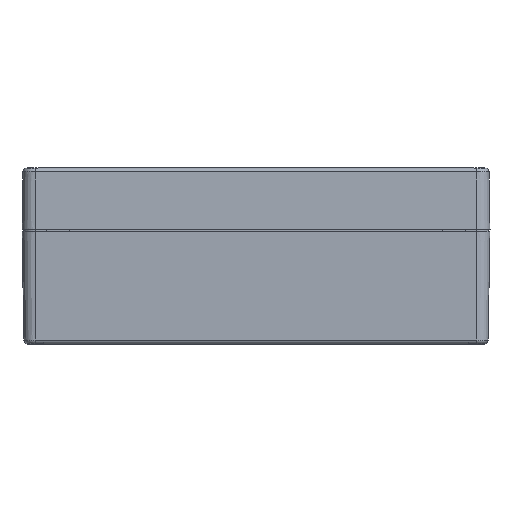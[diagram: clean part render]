
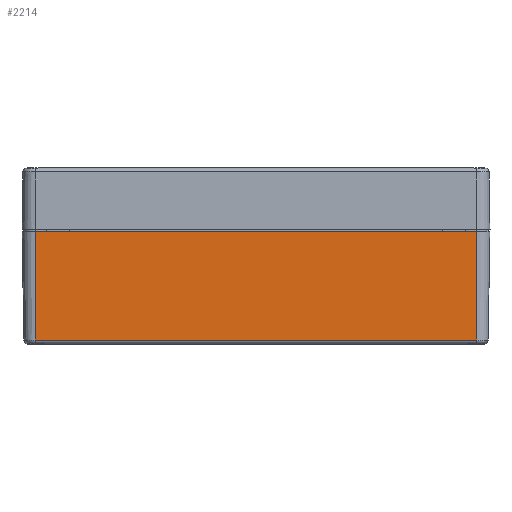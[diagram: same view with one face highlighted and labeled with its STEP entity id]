
A CAD part, front view. The second image highlights one B-rep face of the part: STEP entity #2214.
In plain terms, the highlighted planar face has unit normal (0, -1, -0.018).
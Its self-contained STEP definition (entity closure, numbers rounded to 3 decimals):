
#1771 = VERTEX_POINT ( 'NONE', #12260 ) ;
#1774 = EDGE_CURVE ( 'NONE', #1775, #1771, #12258, .T. ) ;
#1775 = VERTEX_POINT ( 'NONE', #12254 ) ;
#1848 = VERTEX_POINT ( 'NONE', #12382 ) ;
#1850 = EDGE_CURVE ( 'NONE', #1926, #1848, #12381, .T. ) ;
#1920 = EDGE_CURVE ( 'NONE', #1771, #1926, #12512, .T. ) ;
#1926 = VERTEX_POINT ( 'NONE', #12502 ) ;
#2191 = ORIENTED_EDGE ( 'NONE', *, *, #1850, .T. ) ;
#2192 = ORIENTED_EDGE ( 'NONE', *, *, #2193, .F. ) ;
#2193 = EDGE_CURVE ( 'NONE', #1775, #1848, #12949, .T. ) ;
#2194 = ORIENTED_EDGE ( 'NONE', *, *, #1774, .T. ) ;
#2214 = ADVANCED_FACE ( 'NONE', ( #12981 ), #12978, .T. ) ;
#2215 = EDGE_LOOP ( 'NONE', ( #2216, #2191, #2192, #2194 ) ) ;
#2216 = ORIENTED_EDGE ( 'NONE', *, *, #1920, .T. ) ;
#12254 = CARTESIAN_POINT ( 'NONE',  ( 1212.723, -116.856, -108.535 ) ) ;
#12255 = DIRECTION ( 'NONE',  ( 0., -0.017, 1. ) ) ;
#12256 = VECTOR ( 'NONE', #12255, 1000. ) ;
#12257 = CARTESIAN_POINT ( 'NONE',  ( 1212.723, -117.791, -55. ) ) ;
#12258 = LINE ( 'NONE', #12257, #12256 ) ;
#12260 = CARTESIAN_POINT ( 'NONE',  ( 1212.723, -117.791, -55. ) ) ;
#12378 = DIRECTION ( 'NONE',  ( 0., 0.017, -1. ) ) ;
#12379 = VECTOR ( 'NONE', #12378, 1000. ) ;
#12380 = CARTESIAN_POINT ( 'NONE',  ( 995.723, -117.791, -55. ) ) ;
#12381 = LINE ( 'NONE', #12380, #12379 ) ;
#12382 = CARTESIAN_POINT ( 'NONE',  ( 995.723, -116.856, -108.535 ) ) ;
#12502 = CARTESIAN_POINT ( 'NONE',  ( 995.723, -117.791, -55. ) ) ;
#12509 = DIRECTION ( 'NONE',  ( -1., 0., 0. ) ) ;
#12510 = VECTOR ( 'NONE', #12509, 1000. ) ;
#12511 = CARTESIAN_POINT ( 'NONE',  ( 1104.223, -117.791, -55. ) ) ;
#12512 = LINE ( 'NONE', #12511, #12510 ) ;
#12946 = DIRECTION ( 'NONE',  ( -1., 0., 0. ) ) ;
#12947 = VECTOR ( 'NONE', #12946, 1000. ) ;
#12948 = CARTESIAN_POINT ( 'NONE',  ( 1104.223, -116.856, -108.535 ) ) ;
#12949 = LINE ( 'NONE', #12948, #12947 ) ;
#12978 = PLANE ( 'NONE',  #12980 ) ;
#12979 = CARTESIAN_POINT ( 'NONE',  ( 1104.223, -117.791, -55. ) ) ;
#12980 = AXIS2_PLACEMENT_3D ( 'NONE', #12979, #13038, #13037 ) ;
#12981 = FACE_OUTER_BOUND ( 'NONE', #2215, .T. ) ;
#13037 = DIRECTION ( 'NONE',  ( 0., 0.017, -1. ) ) ;
#13038 = DIRECTION ( 'NONE',  ( 0., -1., -0.017 ) ) ;
